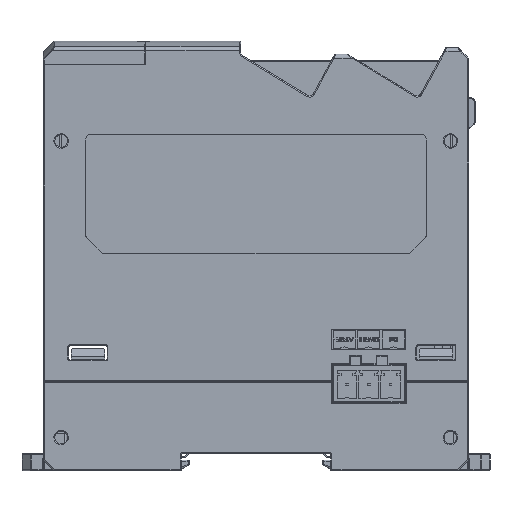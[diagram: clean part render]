
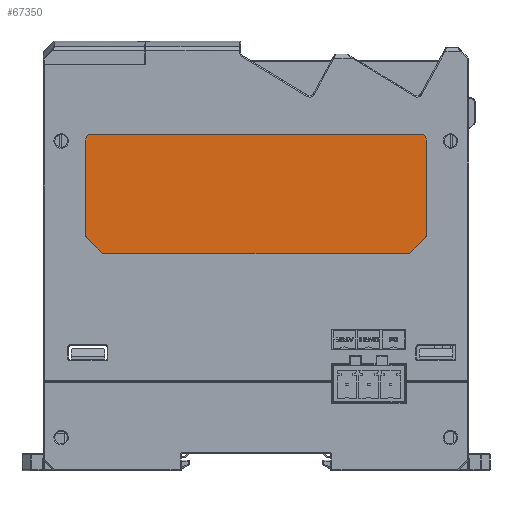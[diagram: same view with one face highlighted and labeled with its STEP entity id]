
A CAD part, left-side view. The second image highlights one B-rep face of the part: STEP entity #67350.
In plain terms, the highlighted planar face has unit normal (-1, 0, 0).
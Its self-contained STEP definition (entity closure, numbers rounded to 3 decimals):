
#23554=CARTESIAN_POINT('',(-19.7,89.5,6.967));
#23555=DIRECTION('',(1.,0.,0.));
#23556=DIRECTION('',(0.,0.707,-0.707));
#23557=AXIS2_PLACEMENT_3D('',#23554,#23555,#23556);
#23559=DIRECTION('',(0.,0.,1.));
#23560=VECTOR('',#23559,22.793);
#23561=CARTESIAN_POINT('',(-19.7,90.,6.967));
#23562=LINE('',#23561,#23560);
#23563=CARTESIAN_POINT('',(-19.7,89.,29.76));
#23564=DIRECTION('',(1.,0.,0.));
#23565=DIRECTION('',(0.,1.,0.));
#23566=AXIS2_PLACEMENT_3D('',#23563,#23564,#23565);
#23568=DIRECTION('',(0.,-1.,0.));
#23569=VECTOR('',#23568,78.);
#23570=CARTESIAN_POINT('',(-19.7,89.,30.76));
#23571=LINE('',#23570,#23569);
#23572=CARTESIAN_POINT('',(-19.7,11.,29.76));
#23573=DIRECTION('',(1.,0.,0.));
#23574=DIRECTION('',(0.,0.,1.));
#23575=AXIS2_PLACEMENT_3D('',#23572,#23573,#23574);
#23577=DIRECTION('',(0.,0.,-1.));
#23578=VECTOR('',#23577,22.793);
#23579=CARTESIAN_POINT('',(-19.7,10.,29.76));
#23580=LINE('',#23579,#23578);
#23581=CARTESIAN_POINT('',(-19.7,10.5,6.967));
#23582=DIRECTION('',(1.,0.,0.));
#23583=DIRECTION('',(0.,-1.,0.));
#23584=AXIS2_PLACEMENT_3D('',#23581,#23582,#23583);
#23586=DIRECTION('',(0.,0.707,-0.707));
#23587=VECTOR('',#23586,5.243);
#23588=CARTESIAN_POINT('',(-19.7,10.146,6.614));
#23589=LINE('',#23588,#23587);
#23590=CARTESIAN_POINT('',(-19.7,14.207,3.26));
#23591=DIRECTION('',(1.,0.,0.));
#23592=DIRECTION('',(0.,-0.707,-0.707));
#23593=AXIS2_PLACEMENT_3D('',#23590,#23591,#23592);
#23595=DIRECTION('',(0.,1.,0.));
#23596=VECTOR('',#23595,71.586);
#23597=CARTESIAN_POINT('',(-19.7,14.207,2.76));
#23598=LINE('',#23597,#23596);
#23599=CARTESIAN_POINT('',(-19.7,85.793,3.26));
#23600=DIRECTION('',(1.,0.,0.));
#23601=DIRECTION('',(0.,0.,-1.));
#23602=AXIS2_PLACEMENT_3D('',#23599,#23600,#23601);
#23604=DIRECTION('',(0.,0.707,0.707));
#23605=VECTOR('',#23604,5.243);
#23606=CARTESIAN_POINT('',(-19.7,86.146,2.906));
#23607=LINE('',#23606,#23605);
#32369=CARTESIAN_POINT('',(-19.7,89.854,6.614));
#32370=VERTEX_POINT('',#32369);
#32371=CARTESIAN_POINT('',(-19.7,86.146,2.906));
#32372=VERTEX_POINT('',#32371);
#32373=CARTESIAN_POINT('',(-19.7,90.,6.967));
#32374=VERTEX_POINT('',#32373);
#32375=CARTESIAN_POINT('',(-19.7,90.,29.76));
#32376=VERTEX_POINT('',#32375);
#32377=CARTESIAN_POINT('',(-19.7,89.,30.76));
#32378=VERTEX_POINT('',#32377);
#32379=CARTESIAN_POINT('',(-19.7,11.,30.76));
#32380=VERTEX_POINT('',#32379);
#32381=CARTESIAN_POINT('',(-19.7,10.,29.76));
#32382=VERTEX_POINT('',#32381);
#32383=CARTESIAN_POINT('',(-19.7,10.,6.967));
#32384=VERTEX_POINT('',#32383);
#32385=CARTESIAN_POINT('',(-19.7,10.146,6.614));
#32386=VERTEX_POINT('',#32385);
#32387=CARTESIAN_POINT('',(-19.7,13.854,2.906));
#32388=VERTEX_POINT('',#32387);
#32389=CARTESIAN_POINT('',(-19.7,14.207,2.76));
#32390=VERTEX_POINT('',#32389);
#32391=CARTESIAN_POINT('',(-19.7,85.793,2.76));
#32392=VERTEX_POINT('',#32391);
#67321=CARTESIAN_POINT('',(-19.7,0.,0.));
#67322=DIRECTION('',(-1.,0.,0.));
#67323=DIRECTION('',(0.,0.,-1.));
#67324=AXIS2_PLACEMENT_3D('',#67321,#67322,#67323);
#67325=PLANE('',#67324);
#67326=ORIENTED_EDGE('',*,*,#67312,.T.);
#67328=ORIENTED_EDGE('',*,*,#67327,.T.);
#67330=ORIENTED_EDGE('',*,*,#67329,.T.);
#67332=ORIENTED_EDGE('',*,*,#67331,.T.);
#67334=ORIENTED_EDGE('',*,*,#67333,.T.);
#67336=ORIENTED_EDGE('',*,*,#67335,.T.);
#67338=ORIENTED_EDGE('',*,*,#67337,.T.);
#67340=ORIENTED_EDGE('',*,*,#67339,.T.);
#67342=ORIENTED_EDGE('',*,*,#67341,.T.);
#67344=ORIENTED_EDGE('',*,*,#67343,.T.);
#67346=ORIENTED_EDGE('',*,*,#67345,.T.);
#67347=ORIENTED_EDGE('',*,*,#67299,.T.);
#67348=EDGE_LOOP('',(#67326,#67328,#67330,#67332,#67334,#67336,#67338,#67340,
#67342,#67344,#67346,#67347));
#67349=FACE_OUTER_BOUND('',#67348,.F.);
#23558=CIRCLE('',#23557,0.5);
#23567=CIRCLE('',#23566,1.);
#23576=CIRCLE('',#23575,1.);
#23585=CIRCLE('',#23584,0.5);
#23594=CIRCLE('',#23593,0.5);
#23603=CIRCLE('',#23602,0.5);
#67299=EDGE_CURVE('',#32372,#32370,#23607,.T.);
#67312=EDGE_CURVE('',#32370,#32374,#23558,.T.);
#67327=EDGE_CURVE('',#32374,#32376,#23562,.T.);
#67329=EDGE_CURVE('',#32376,#32378,#23567,.T.);
#67331=EDGE_CURVE('',#32378,#32380,#23571,.T.);
#67333=EDGE_CURVE('',#32380,#32382,#23576,.T.);
#67335=EDGE_CURVE('',#32382,#32384,#23580,.T.);
#67337=EDGE_CURVE('',#32384,#32386,#23585,.T.);
#67339=EDGE_CURVE('',#32386,#32388,#23589,.T.);
#67341=EDGE_CURVE('',#32388,#32390,#23594,.T.);
#67343=EDGE_CURVE('',#32390,#32392,#23598,.T.);
#67345=EDGE_CURVE('',#32392,#32372,#23603,.T.);
#67350=ADVANCED_FACE('',(#67349),#67325,.T.);
